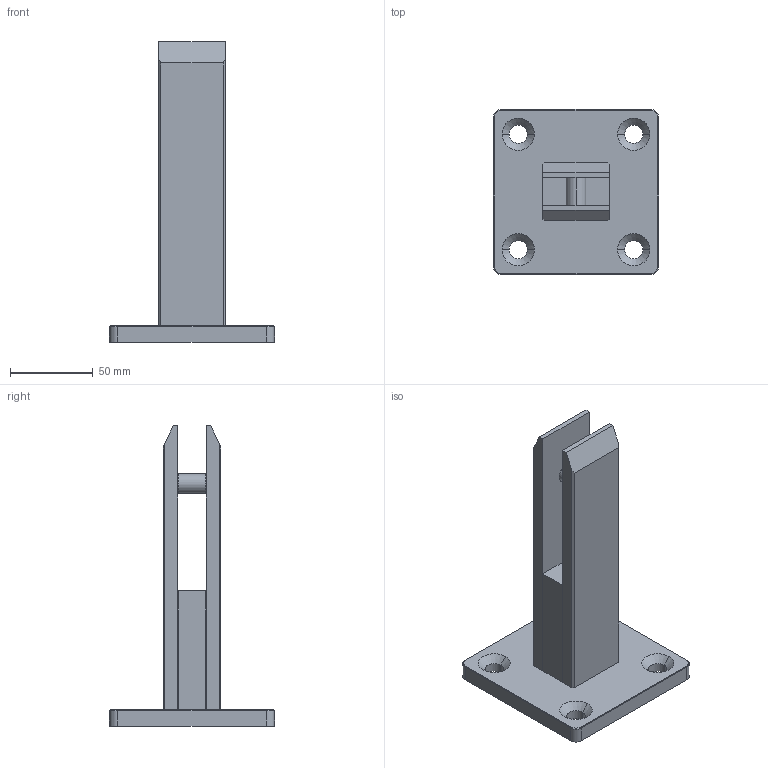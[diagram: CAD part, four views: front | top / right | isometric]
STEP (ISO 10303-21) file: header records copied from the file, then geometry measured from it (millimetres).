
FILE_DESCRIPTION((''),'2;1');
FILE_NAME('6200_000','2022-02-20T11:21:47',('Gogel'),('Gerresheimer Regensburg GmbH'),'CREO PARAMETRIC BY PTC INC, 2018420','CREO PARAMETRIC BY PTC INC, 2018420','');
FILE_SCHEMA(('AUTOMOTIVE_DESIGN { 1 0 10303 214 1 1 1 1 }'));
Length unit declared in the file: millimetre
Products named in the file (1): 6200_000
Bounding box: 100 x 100 x 182 mm (x, y, z)
Volume: 264318.2 mm3; surface area: 68845.7 mm2
Topology: 1 solids, 3 shells, 157 faces, 396 edges, 251 vertices
Faces by surface type: plane 75, cone 42, cylinder 40
Entity records: 5299 total; most frequent: CARTESIAN_POINT 881, DIRECTION 879, ORIENTED_EDGE 784, EDGE_CURVE 394, AXIS2_PLACEMENT_3D 308, VECTOR 260, LINE 260, VERTEX_POINT 251
